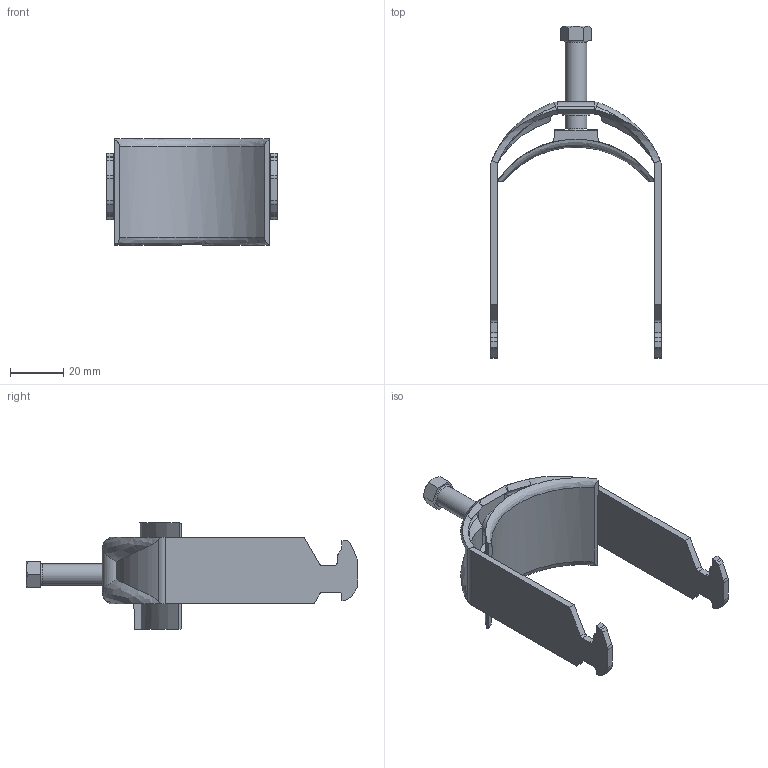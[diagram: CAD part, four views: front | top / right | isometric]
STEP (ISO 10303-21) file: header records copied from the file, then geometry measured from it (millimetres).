
FILE_DESCRIPTION (( 'STEP AP214' ), '1' );
FILE_NAME ('1186456.stp', '2023-09-13T07:37:18', ( '' ), ( '' ), 'SwSTEP 2.0', 'SolidWorks 2022', '' );
FILE_SCHEMA (( 'AUTOMOTIVE_DESIGN' ));
Length unit declared in the file: millimetre
Products named in the file (5): EB104-10-02_Standard; 1186456; 157099_1Fach; EB104-00-04_Standard; 142313_Druckschraube - M8 x 33
Assembly tree (4 placements, depth 2):
  1186456
    157099_1Fach
    142313_Druckschraube - M8 x 33
    EB104-00-04_Standard
    EB104-10-02_Standard
Bounding box: 64 x 124.5 x 40.08 mm (x, y, z)
Volume: 23064.7 mm3; surface area: 20285.2 mm2
Topology: 4 solids, 4 shells, 217 faces, 570 edges, 363 vertices
Faces by surface type: plane 120, cylinder 43, bspline 42, cone 7, sphere 4, torus 1
Full cylindrical faces by diameter (mm): 3.6 x1, 4 x1, 5.5 x1, 5.7 x1, 8 x1, 8.2 x1, 10.5 x1
Entity records: 20617 total; most frequent: CARTESIAN_POINT 15584, ORIENTED_EDGE 1102, DIRECTION 826, EDGE_CURVE 551, VERTEX_POINT 359, VECTOR 290, LINE 290, AXIS2_PLACEMENT_3D 268
